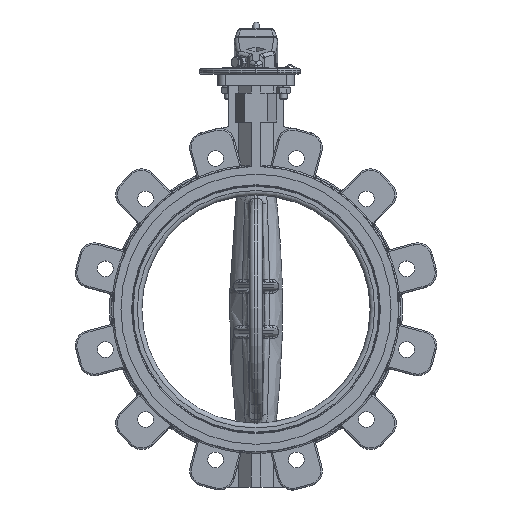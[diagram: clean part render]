
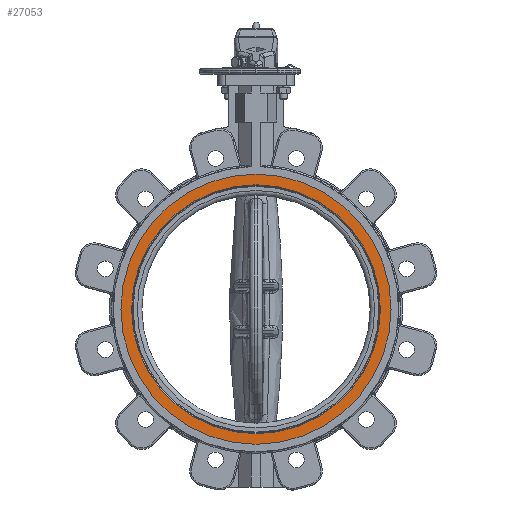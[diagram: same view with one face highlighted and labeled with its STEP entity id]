
A CAD part, top view. The second image highlights one B-rep face of the part: STEP entity #27053.
In plain terms, the highlighted planar face has unit normal (0, 0, 1).
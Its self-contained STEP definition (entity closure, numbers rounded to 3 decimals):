
#27022=CARTESIAN_POINT('',(-163.5,0.0,41.5));
#27023=VERTEX_POINT('',#27022);
#27024=CARTESIAN_POINT('',(0.0,0.0,41.5));
#27025=DIRECTION('',(0.0,0.0,-1.0));
#27026=DIRECTION('',(-1.0,0.0,0.0));
#27027=AXIS2_PLACEMENT_3D('',#27024,#27025,#27026);
#27028=CIRCLE('',#27027,163.5);
#27029=EDGE_CURVE('',#27023,#27023,#27028,.T.);
#27034=CARTESIAN_POINT('',(-170.5,0.0,41.5));
#27035=DIRECTION('',(0.0,0.0,1.0));
#27036=DIRECTION('',(0.0,1.0,0.0));
#27037=AXIS2_PLACEMENT_3D('',#27034,#27035,#27036);
#27038=PLANE('',#27037);
#27039=CARTESIAN_POINT('',(-177.5,0.0,41.5));
#27040=VERTEX_POINT('',#27039);
#27041=CARTESIAN_POINT('',(0.0,0.0,41.5));
#27042=DIRECTION('',(0.0,0.0,-1.0));
#27043=DIRECTION('',(-1.0,0.0,0.0));
#27044=AXIS2_PLACEMENT_3D('',#27041,#27042,#27043);
#27045=CIRCLE('',#27044,177.5);
#27046=EDGE_CURVE('',#27040,#27040,#27045,.T.);
#27047=ORIENTED_EDGE('',*,*,#27046,.F.);
#27048=EDGE_LOOP('',(#27047));
#27049=FACE_OUTER_BOUND('',#27048,.T.);
#27050=ORIENTED_EDGE('',*,*,#27029,.T.);
#27051=EDGE_LOOP('',(#27050));
#27052=FACE_BOUND('',#27051,.T.);
#27053=ADVANCED_FACE('',(#27049,#27052),#27038,.T.);
